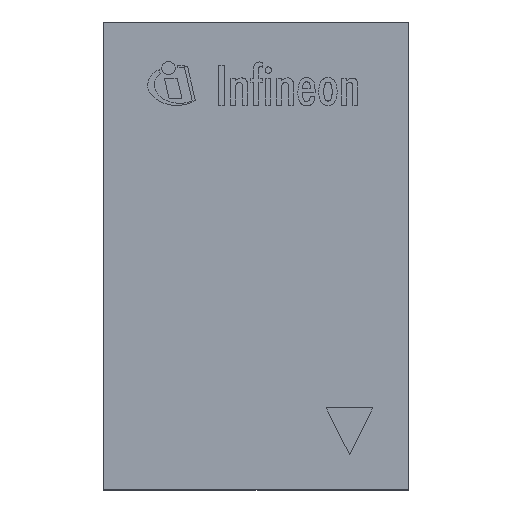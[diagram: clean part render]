
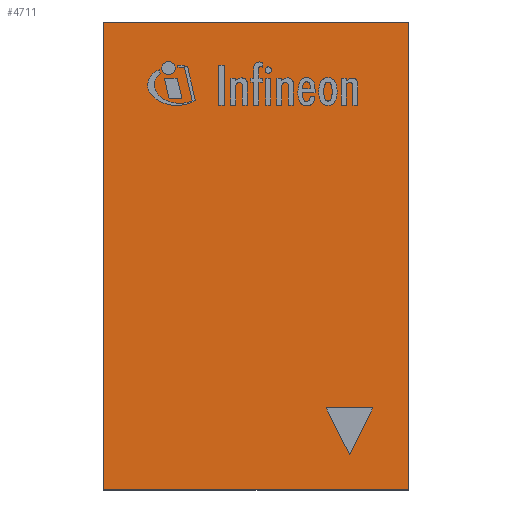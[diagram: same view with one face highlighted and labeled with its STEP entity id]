
A CAD part, top view. The second image highlights one B-rep face of the part: STEP entity #4711.
In plain terms, the highlighted planar face has unit normal (0, 0, 1).
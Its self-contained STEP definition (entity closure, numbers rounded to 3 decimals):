
#488=FACE_BOUND('',#840,.T.);
#558=FACE_OUTER_BOUND('',#839,.T.);
#839=EDGE_LOOP('',(#3321,#3322,#3323,#3324));
#840=EDGE_LOOP('',(#3325,#3326,#3327));
#1160=LINE('',#7371,#1592);
#1164=LINE('',#7379,#1596);
#1167=LINE('',#7384,#1599);
#1171=LINE('',#7394,#1603);
#1174=LINE('',#7400,#1606);
#1177=LINE('',#7406,#1609);
#1180=LINE('',#7410,#1612);
#1592=VECTOR('',#5795,10.);
#1596=VECTOR('',#5801,10.);
#1599=VECTOR('',#5806,10.);
#1603=VECTOR('',#5814,10.);
#1606=VECTOR('',#5819,10.);
#1609=VECTOR('',#5824,10.);
#1612=VECTOR('',#5829,10.);
#1996=VERTEX_POINT('',#7369);
#1997=VERTEX_POINT('',#7370);
#2000=VERTEX_POINT('',#7378);
#2004=VERTEX_POINT('',#7391);
#2005=VERTEX_POINT('',#7393);
#2007=VERTEX_POINT('',#7399);
#2009=VERTEX_POINT('',#7405);
#2496=EDGE_CURVE('',#1996,#1997,#1160,.T.);
#2500=EDGE_CURVE('',#1997,#2000,#1164,.T.);
#2503=EDGE_CURVE('',#2000,#1996,#1167,.T.);
#2507=EDGE_CURVE('',#2005,#2004,#1171,.T.);
#2510=EDGE_CURVE('',#2007,#2005,#1174,.T.);
#2513=EDGE_CURVE('',#2009,#2007,#1177,.T.);
#2516=EDGE_CURVE('',#2004,#2009,#1180,.T.);
#3321=ORIENTED_EDGE('',*,*,#2516,.T.);
#3322=ORIENTED_EDGE('',*,*,#2513,.T.);
#3323=ORIENTED_EDGE('',*,*,#2510,.T.);
#3324=ORIENTED_EDGE('',*,*,#2507,.T.);
#3325=ORIENTED_EDGE('',*,*,#2496,.T.);
#3326=ORIENTED_EDGE('',*,*,#2500,.T.);
#3327=ORIENTED_EDGE('',*,*,#2503,.T.);
#4574=PLANE('',#5119);
#4711=ADVANCED_FACE('',(#558,#488),#4574,.T.);
#5119=AXIS2_PLACEMENT_3D('',#7412,#5832,#5833);
#5795=DIRECTION('',(-0.447,0.894,0.));
#5801=DIRECTION('',(1.,0.,0.));
#5806=DIRECTION('',(-0.447,-0.894,0.));
#5814=DIRECTION('',(0.,-1.,0.));
#5819=DIRECTION('',(-1.,0.,0.));
#5824=DIRECTION('',(0.,1.,0.));
#5829=DIRECTION('',(1.,0.,0.));
#5832=DIRECTION('center_axis',(0.,0.,1.));
#5833=DIRECTION('ref_axis',(1.,0.,0.));
#7369=CARTESIAN_POINT('',(0.4,-0.85,0.406));
#7370=CARTESIAN_POINT('',(0.3,-0.65,0.406));
#7371=CARTESIAN_POINT('',(0.14,-0.33,0.406));
#7378=CARTESIAN_POINT('',(0.5,-0.65,0.406));
#7379=CARTESIAN_POINT('',(0.25,-0.65,0.406));
#7384=CARTESIAN_POINT('',(0.53,-0.59,0.406));
#7391=CARTESIAN_POINT('',(-0.65,-1.,0.406));
#7393=CARTESIAN_POINT('',(-0.65,1.,0.406));
#7394=CARTESIAN_POINT('',(-0.65,-1.,0.406));
#7399=CARTESIAN_POINT('',(0.65,1.,0.406));
#7400=CARTESIAN_POINT('',(-0.65,1.,0.406));
#7405=CARTESIAN_POINT('',(0.65,-1.,0.406));
#7406=CARTESIAN_POINT('',(0.65,1.,0.406));
#7410=CARTESIAN_POINT('',(0.65,-1.,0.406));
#7412=CARTESIAN_POINT('Origin',(0.,0.,
0.406));
